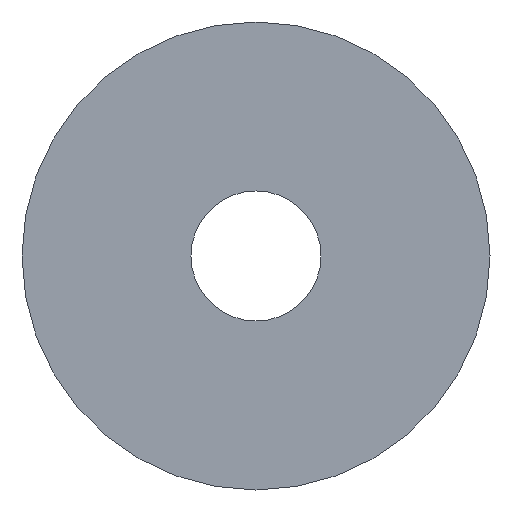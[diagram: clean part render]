
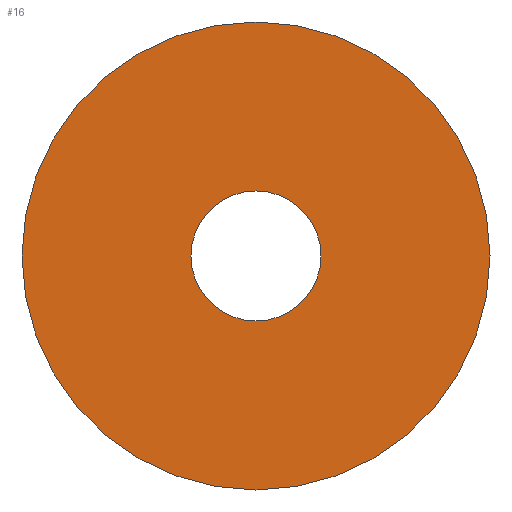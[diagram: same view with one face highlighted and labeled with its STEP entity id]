
A CAD part, left-side view. The second image highlights one B-rep face of the part: STEP entity #16.
In plain terms, the highlighted planar face has unit normal (-1, 0, 0).
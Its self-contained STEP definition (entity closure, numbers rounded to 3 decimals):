
#4 = DIRECTION ( 'NONE',  ( 1., 0., 0. ) ) ;
#5 = DIRECTION ( 'NONE',  ( 0., 0., -1. ) ) ;
#7 = CARTESIAN_POINT ( 'NONE',  ( 0., 0., 0. ) ) ;
#11 = VERTEX_POINT ( 'NONE', #97 ) ;
#14 = AXIS2_PLACEMENT_3D ( 'NONE', #66, #143, #45 ) ;
#16 = ADVANCED_FACE ( 'Face1', ( #21, #183 ), #63, .F. ) ;
#21 = FACE_OUTER_BOUND ( 'NONE', #107, .T. ) ;
#31 = ORIENTED_EDGE ( 'NONE', *, *, #112, .F. ) ;
#45 = DIRECTION ( 'NONE',  ( 0., 0., -1. ) ) ;
#50 = VERTEX_POINT ( 'NONE', #227 ) ;
#52 = CARTESIAN_POINT ( 'NONE',  ( 0., 0., -11.7 ) ) ;
#60 = EDGE_LOOP ( 'NONE', ( #92, #222 ) ) ;
#63 = PLANE ( 'NONE',  #141 ) ;
#65 = CIRCLE ( 'NONE', #185, 11.7 ) ;
#66 = CARTESIAN_POINT ( 'NONE',  ( 0., 0., 0. ) ) ;
#67 = DIRECTION ( 'NONE',  ( 1., 0., 0. ) ) ;
#75 = ORIENTED_EDGE ( 'NONE', *, *, #154, .F. ) ;
#81 = CARTESIAN_POINT ( 'NONE',  ( 0., 0., 0. ) ) ;
#84 = CARTESIAN_POINT ( 'NONE',  ( 0., 0., 0. ) ) ;
#85 = DIRECTION ( 'NONE',  ( 1., 0., 0. ) ) ;
#86 = EDGE_CURVE ( 'Edge4', #190, #11, #209, .T. ) ;
#92 = ORIENTED_EDGE ( 'NONE', *, *, #136, .T. ) ;
#97 = CARTESIAN_POINT ( 'NONE',  ( 0., 0., 3.25 ) ) ;
#107 = EDGE_LOOP ( 'NONE', ( #75, #31 ) ) ;
#112 = EDGE_CURVE ( 'Edge2', #198, #50, #235, .T. ) ;
#114 = AXIS2_PLACEMENT_3D ( 'NONE', #81, #4, #153 ) ;
#123 = CIRCLE ( 'NONE', #191, 3.25 ) ;
#136 = EDGE_CURVE ( 'Edge4', #11, #190, #123, .T. ) ;
#141 = AXIS2_PLACEMENT_3D ( 'NONE', #166, #208, #5 ) ;
#143 = DIRECTION ( 'NONE',  ( 1., 0., 0. ) ) ;
#153 = DIRECTION ( 'NONE',  ( 0., 0., -1. ) ) ;
#154 = EDGE_CURVE ( 'Edge2', #50, #198, #65, .T. ) ;
#158 = DIRECTION ( 'NONE',  ( 0., 0., -1. ) ) ;
#166 = CARTESIAN_POINT ( 'NONE',  ( 0., 0., 0. ) ) ;
#183 = FACE_BOUND ( 'NONE', #60, .T. ) ;
#185 = AXIS2_PLACEMENT_3D ( 'NONE', #7, #85, #237 ) ;
#190 = VERTEX_POINT ( 'NONE', #213 ) ;
#191 = AXIS2_PLACEMENT_3D ( 'NONE', #84, #67, #158 ) ;
#198 = VERTEX_POINT ( 'NONE', #52 ) ;
#208 = DIRECTION ( 'NONE',  ( 1., 0., 0. ) ) ;
#209 = CIRCLE ( 'NONE', #114, 3.25 ) ;
#213 = CARTESIAN_POINT ( 'NONE',  ( 0., 0., -3.25 ) ) ;
#222 = ORIENTED_EDGE ( 'NONE', *, *, #86, .T. ) ;
#227 = CARTESIAN_POINT ( 'NONE',  ( 0., 0., 11.7 ) ) ;
#235 = CIRCLE ( 'NONE', #14, 11.7 ) ;
#237 = DIRECTION ( 'NONE',  ( 0., 0., -1. ) ) ;
